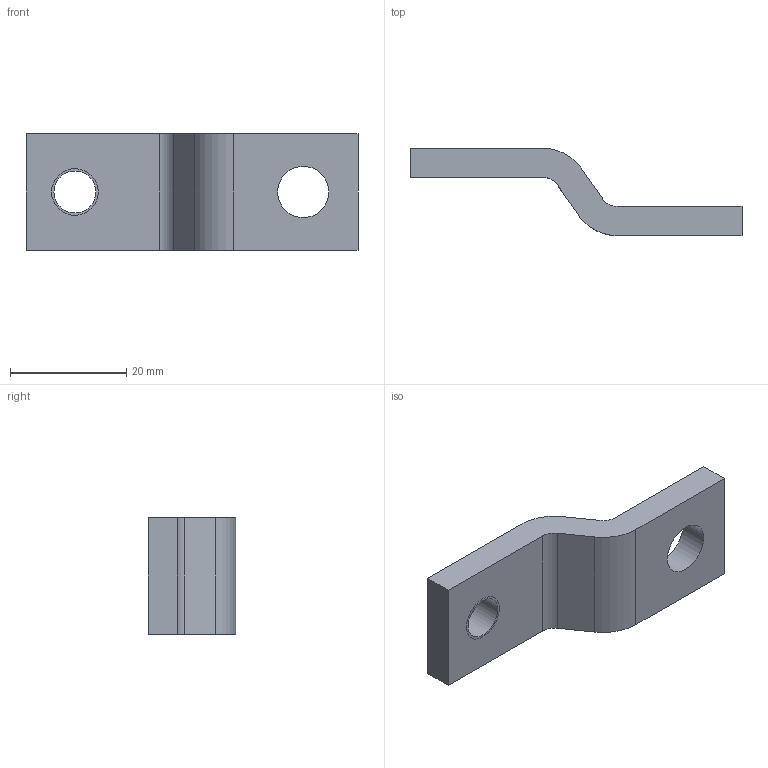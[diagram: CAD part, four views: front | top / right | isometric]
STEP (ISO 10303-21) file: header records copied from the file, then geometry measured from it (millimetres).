
FILE_DESCRIPTION((''),'2;1');
FILE_NAME('8-585-389-JIEXIANBAN','2021-01-07T14:28:20',('zhxmin'),(''),'CREO PARAMETRIC BY PTC INC, 2018020','CREO PARAMETRIC BY PTC INC, 2018020','');
FILE_SCHEMA(('CONFIG_CONTROL_DESIGN','SHAPE_APPEARANCE_LAYERS_GROUPS'));
Length unit declared in the file: millimetre
Products named in the file (1): 8-585-389-JIEXIANBAN
Bounding box: 57 x 15 x 20 mm (x, y, z)
Volume: 5623.6 mm3; surface area: 3439.6 mm2
Topology: 1 solids, 2 shells, 20 faces, 54 edges, 36 vertices
Faces by surface type: plane 10, cylinder 10
Entity records: 716 total; most frequent: DIRECTION 116, CARTESIAN_POINT 111, ORIENTED_EDGE 104, EDGE_CURVE 54, AXIS2_PLACEMENT_3D 41, VERTEX_POINT 36, VECTOR 34, LINE 34
